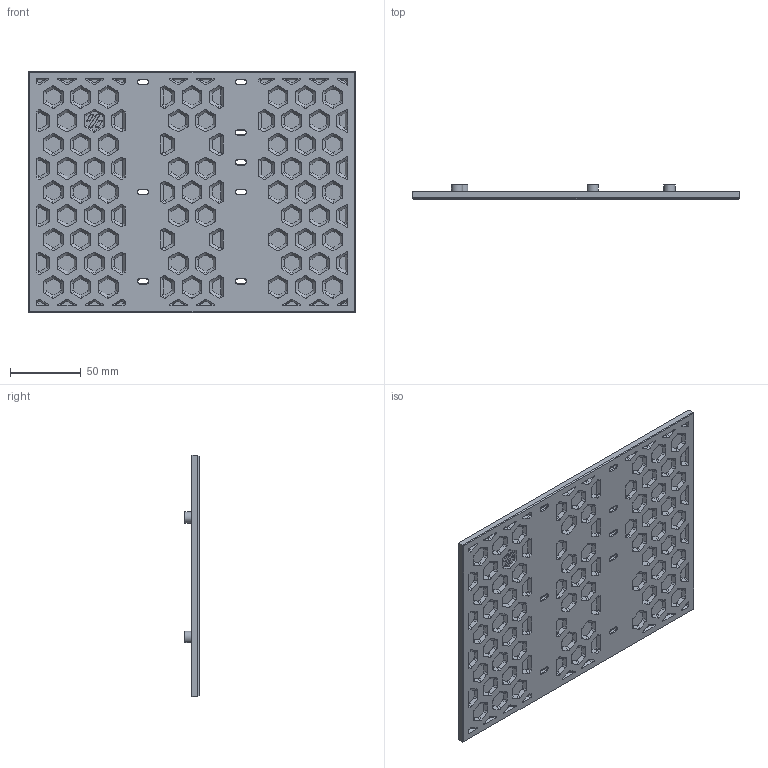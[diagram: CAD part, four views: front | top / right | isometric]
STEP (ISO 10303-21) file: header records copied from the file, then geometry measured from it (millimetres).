
FILE_DESCRIPTION(/* description */ (''),/* implementation_level */ '2;1');
FILE_NAME(/* name */ 'Hex_Mid_Panel_(a)_V6_Heatsets v3.step',/* time_stamp */ '2024-06-06T16:33:35-06:00',/* author */ (''),/* organization */ (''),/* preprocessor_version */ 'ST-DEVELOPER v20',/* originating_system */ 'Autodesk Translation Framework v13.14.0.145',/* authorisation */ '');
FILE_SCHEMA (('AUTOMOTIVE_DESIGN { 1 0 10303 214 3 1 1 }'));
Length unit declared in the file: millimetre
Products named in the file (1): Hex_Mid_Panel_(a)_V6_Heatsets
Bounding box: 230 x 10 x 170 mm (x, y, z)
Volume: 101222.5 mm3; surface area: 87457.9 mm2
Topology: 1 solids, 1 shells, 1381 faces, 3718 edges, 2451 vertices
Faces by surface type: plane 728, cylinder 564, bspline 53, cone 32, torus 4
Full cylindrical faces by diameter (mm): 4.7 x4, 7.9 x4
Entity records: 45248 total; most frequent: CARTESIAN_POINT 9506, DIRECTION 7533, ORIENTED_EDGE 7436, EDGE_CURVE 3718, AXIS2_PLACEMENT_3D 2580, VERTEX_POINT 2451, LINE 2373, VECTOR 2373
